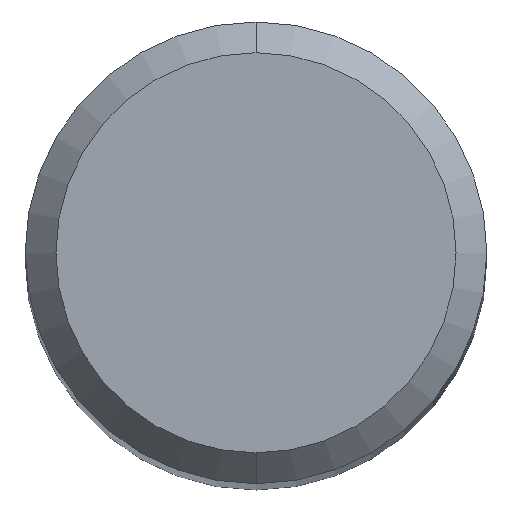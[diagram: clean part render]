
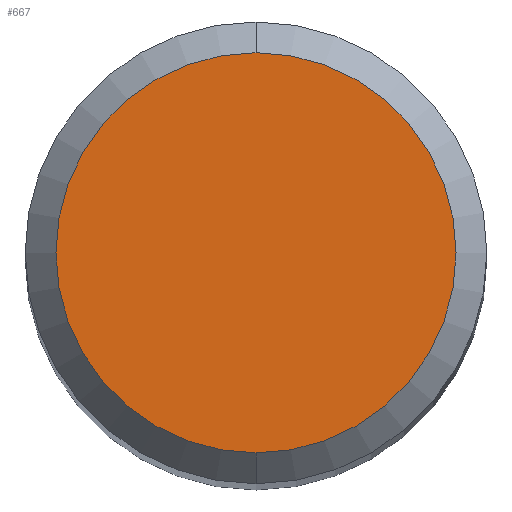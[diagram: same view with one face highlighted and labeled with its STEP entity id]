
A CAD part, top view. The second image highlights one B-rep face of the part: STEP entity #667.
In plain terms, the highlighted planar face has unit normal (0, 0, 1).
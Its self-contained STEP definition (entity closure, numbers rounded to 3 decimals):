
#451=EDGE_CURVE('',#527,#719,#992,.T.);
#527=VERTEX_POINT('',#1074);
#665=EDGE_CURVE('',#719,#527,#1230,.T.);
#667=ADVANCED_FACE('',(#1232),#1233,.T.);
#719=VERTEX_POINT('',#1293);
#992=CIRCLE('',#1687,2.6);
#1074=CARTESIAN_POINT('',(0.0,2.6,0.0));
#1230=CIRCLE('',#2089,2.6);
#1232=FACE_OUTER_BOUND('',#2091,.T.);
#1233=PLANE('',#2092);
#1293=CARTESIAN_POINT('',(0.,-2.6,0.0));
#1687=AXIS2_PLACEMENT_3D('',#2503,#2504,#2505);
#2089=AXIS2_PLACEMENT_3D('',#2780,#2781,#2782);
#2091=EDGE_LOOP('',(#2784,#2785));
#2092=AXIS2_PLACEMENT_3D('',#2786,#2787,#2788);
#2503=CARTESIAN_POINT('',(0.0,0.0,0.0));
#2504=DIRECTION('',(0.0,0.0,-1.0));
#2505=DIRECTION('',(0.0,1.0,0.0));
#2780=CARTESIAN_POINT('',(0.0,0.0,0.0));
#2781=DIRECTION('',(0.0,0.0,-1.0));
#2782=DIRECTION('',(0.0,1.0,0.0));
#2784=ORIENTED_EDGE('',*,*,#451,.F.);
#2785=ORIENTED_EDGE('',*,*,#665,.F.);
#2786=CARTESIAN_POINT('',(0.0,1.3,0.0));
#2787=DIRECTION('',(-0.0,0.0,1.0));
#2788=DIRECTION('',(0.0,-1.0,0.0));
